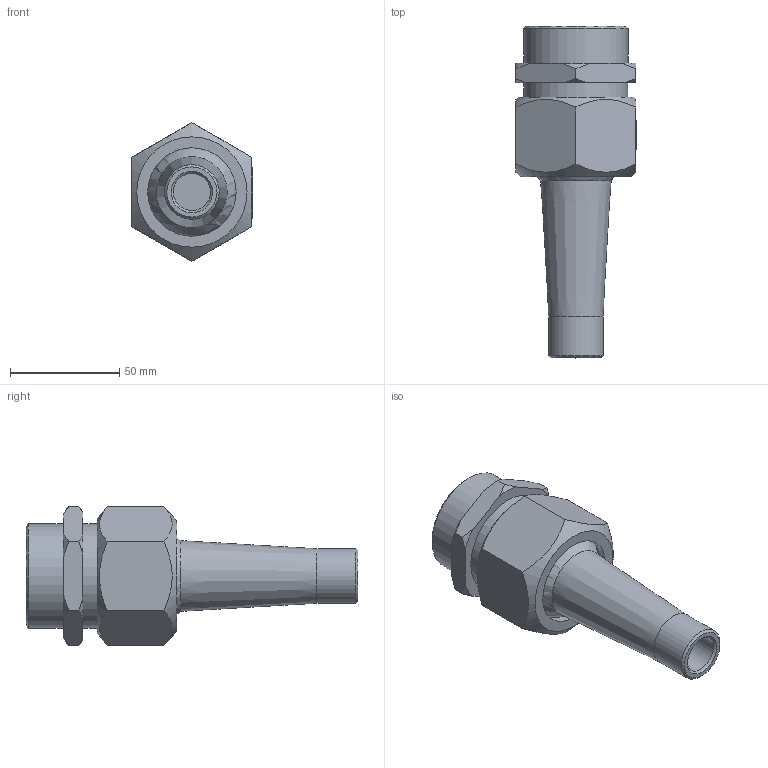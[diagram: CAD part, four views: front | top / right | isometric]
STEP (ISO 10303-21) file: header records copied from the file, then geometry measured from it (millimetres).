
FILE_DESCRIPTION(/* description */ (''),/* implementation_level */ '2;1');
FILE_NAME(/* name */ '50725 komet15-17_überprüft.stp',/* time_stamp */ '2014-10-27T12:56:34+01:00',/* author */ ('guzb562'),/* organization */ (''),/* preprocessor_version */ 'ST-DEVELOPER v15.2',/* originating_system */ 'Autodesk Inventor 2014',/* authorisation */ '');
FILE_SCHEMA (('AUTOMOTIVE_DESIGN { 1 0 10303 214 3 1 1 }'));
Length unit declared in the file: millimetre
Products named in the file (3): unterteil komet 15-17; duesenrohr komet 15-17; 50725 komet15-17_überprüft
Bounding box: 55.12 x 152 x 63.51 mm (x, y, z)
Volume: 121768.3 mm3; surface area: 46025.4 mm2
Topology: 2 solids, 2 shells, 253 faces, 661 edges, 439 vertices
Faces by surface type: plane 144, bspline 78, cone 19, cylinder 11, sphere 1
Full cylindrical faces by diameter (mm): 17 x1, 25 x1, 40 x1, 40.5 x1, 44.8 x1, 47.7 x1, 47.8 x1
Entity records: 8382 total; most frequent: CARTESIAN_POINT 2701, ORIENTED_EDGE 1284, DIRECTION 855, EDGE_CURVE 642, VERTEX_POINT 435, LINE 409, VECTOR 409, EDGE_LOOP 297
